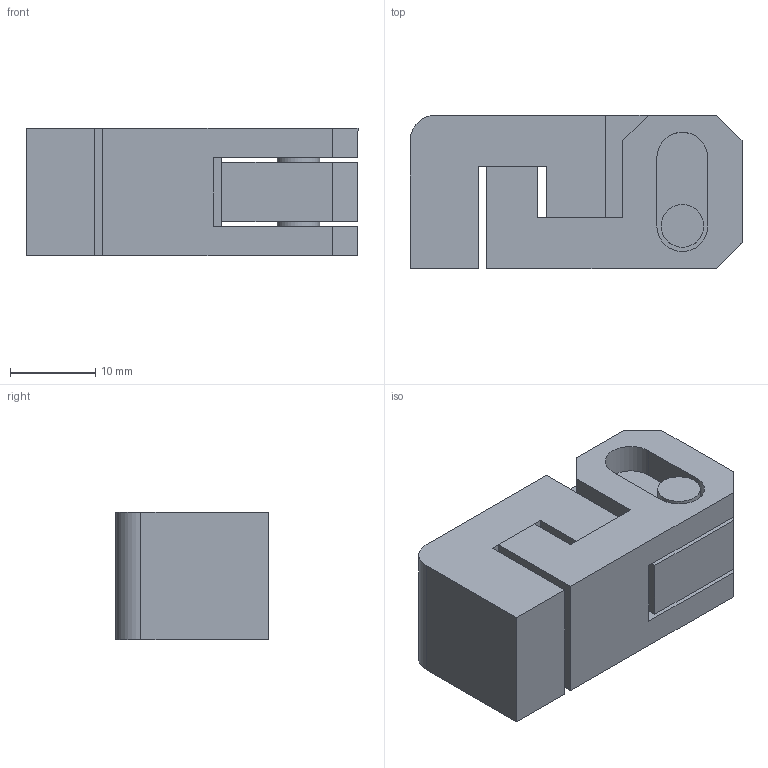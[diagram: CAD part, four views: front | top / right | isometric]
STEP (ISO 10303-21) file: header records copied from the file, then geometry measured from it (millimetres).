
FILE_DESCRIPTION(/* description */ (''),/* implementation_level */ '2;1');
FILE_NAME(/* name */ '14-3.stp',/* time_stamp */ '2021-09-12T11:55:33+09:00',/* author */ ('서울공업고등학교'),/* organization */ (''),/* preprocessor_version */ 'ST-DEVELOPER v18.1',/* originating_system */ 'Autodesk Inventor 2022',/* authorisation */ '');
FILE_SCHEMA (('AUTOMOTIVE_DESIGN { 1 0 10303 214 3 1 1 }'));
Length unit declared in the file: millimetre
Products named in the file (3): 14-3; 14-1; 14-2
Assembly tree (2 placements, depth 2):
  14-3
    14-1
    14-2
Bounding box: 39 x 18 x 15 mm (x, y, z)
Volume: 9136 mm3; surface area: 5416.7 mm2
Topology: 2 solids, 2 shells, 192 faces, 514 edges, 342 vertices
Faces by surface type: plane 127, bspline 58, cylinder 7
Full cylindrical faces by diameter (mm): 5 x2
Entity records: 6337 total; most frequent: CARTESIAN_POINT 1807, ORIENTED_EDGE 1028, DIRECTION 690, EDGE_CURVE 514, LINE 384, VECTOR 384, VERTEX_POINT 342, EDGE_LOOP 212
